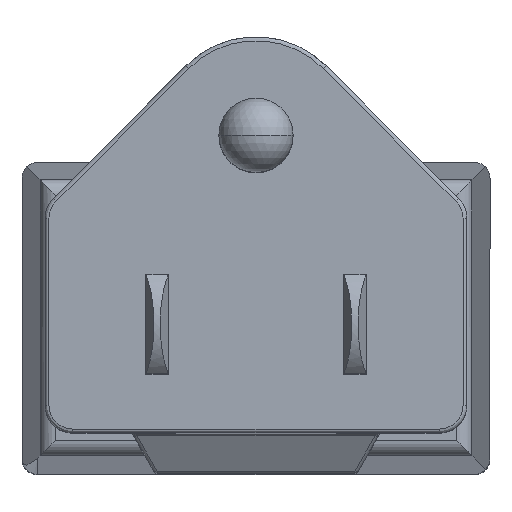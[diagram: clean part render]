
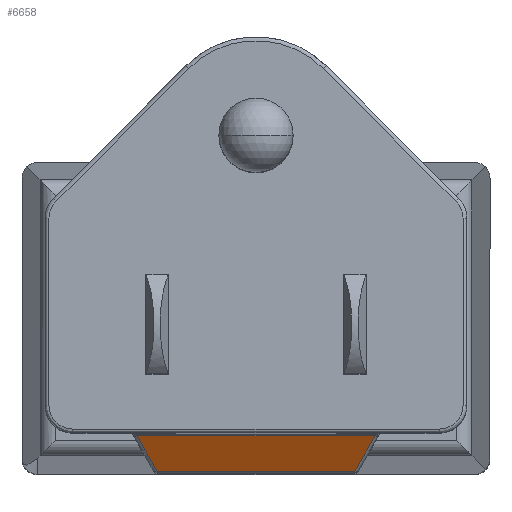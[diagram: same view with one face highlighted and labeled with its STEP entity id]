
A CAD part, top view. The second image highlights one B-rep face of the part: STEP entity #6658.
In plain terms, the highlighted face is planar.
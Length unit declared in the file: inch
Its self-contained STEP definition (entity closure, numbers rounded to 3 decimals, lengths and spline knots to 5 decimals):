
#192 = DIRECTION ( 'NONE',  ( -0.447, 0.775, -0.447 ) ) ;
#451 = DIRECTION ( 'NONE',  ( 1., 0., 0. ) ) ;
#709 = LINE ( 'NONE', #2392, #8406 ) ;
#1275 = PLANE ( 'NONE',  #6750 ) ;
#1420 = CARTESIAN_POINT ( 'NONE',  ( -0.24899, 0.845, -0.60485 ) ) ;
#2039 = ORIENTED_EDGE ( 'NONE', *, *, #5618, .T. ) ;
#2062 = DIRECTION ( 'NONE',  ( -1., 0., 0. ) ) ;
#2244 = VECTOR ( 'NONE', #192, 39.37008 ) ;
#2392 = CARTESIAN_POINT ( 'NONE',  ( 0.3125, 0.755, -0.55289 ) ) ;
#2573 = LINE ( 'NONE', #3211, #2244 ) ;
#2927 = ORIENTED_EDGE ( 'NONE', *, *, #10762, .T. ) ;
#3211 = CARTESIAN_POINT ( 'NONE',  ( 0.18057, 0.96351, -0.67327 ) ) ;
#3286 = CARTESIAN_POINT ( 'NONE',  ( -0.3125, 0.75, -0.55 ) ) ;
#3884 = CARTESIAN_POINT ( 'NONE',  ( -0.2461, 0.845, -0.60485 ) ) ;
#4179 = VERTEX_POINT ( 'NONE', #1420 ) ;
#4895 = EDGE_CURVE ( 'NONE', #10114, #10912, #2573, .T. ) ;
#5160 = VECTOR ( 'NONE', #2062, 39.37008 ) ;
#5517 = VECTOR ( 'NONE', #6240, 39.37008 ) ;
#5618 = EDGE_CURVE ( 'NONE', #4179, #12775, #8881, .T. ) ;
#5735 = ORIENTED_EDGE ( 'NONE', *, *, #9926, .T. ) ;
#6240 = DIRECTION ( 'NONE',  ( -0.447, -0.775, 0.447 ) ) ;
#6358 = DIRECTION ( 'NONE',  ( 0., -0.866, 0.5 ) ) ;
#6658 = ADVANCED_FACE ( 'NONE', ( #6749 ), #1275, .T. ) ;
#6749 = FACE_OUTER_BOUND ( 'NONE', #9500, .T. ) ;
#6750 = AXIS2_PLACEMENT_3D ( 'NONE', #3286, #11450, #6358 ) ;
#7065 = CARTESIAN_POINT ( 'NONE',  ( 0.30095, 0.755, -0.55289 ) ) ;
#8056 = LINE ( 'NONE', #3884, #5160 ) ;
#8406 = VECTOR ( 'NONE', #451, 39.37008 ) ;
#8677 = CARTESIAN_POINT ( 'NONE',  ( 0.24899, 0.845, -0.60485 ) ) ;
#8881 = LINE ( 'NONE', #12383, #5517 ) ;
#9500 = EDGE_LOOP ( 'NONE', ( #10711, #2927, #2039, #5735 ) ) ;
#9926 = EDGE_CURVE ( 'NONE', #12775, #10114, #709, .T. ) ;
#10114 = VERTEX_POINT ( 'NONE', #7065 ) ;
#10711 = ORIENTED_EDGE ( 'NONE', *, *, #4895, .T. ) ;
#10762 = EDGE_CURVE ( 'NONE', #10912, #4179, #8056, .T. ) ;
#10912 = VERTEX_POINT ( 'NONE', #8677 ) ;
#11171 = CARTESIAN_POINT ( 'NONE',  ( -0.30095, 0.755, -0.55289 ) ) ;
#11450 = DIRECTION ( 'NONE',  ( 0., 0.5, 0.866 ) ) ;
#12383 = CARTESIAN_POINT ( 'NONE',  ( -0.30557, 0.747, -0.54827 ) ) ;
#12775 = VERTEX_POINT ( 'NONE', #11171 ) ;
